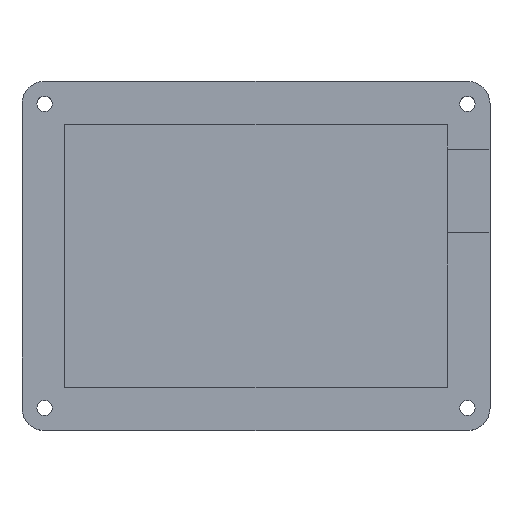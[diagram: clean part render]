
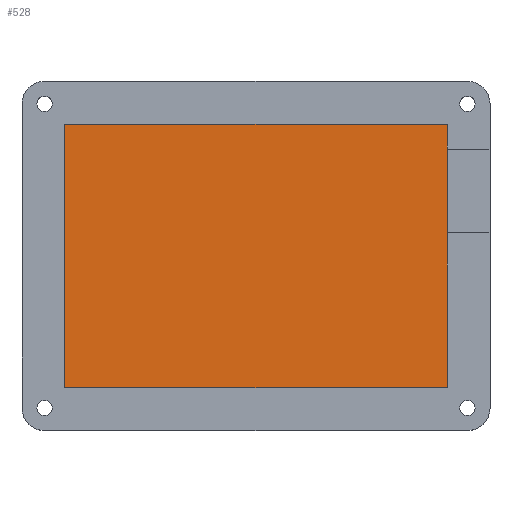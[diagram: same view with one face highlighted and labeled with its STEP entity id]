
A CAD part, top view. The second image highlights one B-rep face of the part: STEP entity #528.
In plain terms, the highlighted planar face has unit normal (0, 0, 1).
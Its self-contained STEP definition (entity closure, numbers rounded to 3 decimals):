
#38=PLANE('',#585);
#60=FACE_OUTER_BOUND('',#94,.T.);
#94=EDGE_LOOP('',(#421,#422,#423,#424));
#148=LINE('',#862,#196);
#151=LINE('',#868,#199);
#152=LINE('',#870,#200);
#153=LINE('',#871,#201);
#196=VECTOR('',#694,10.);
#199=VECTOR('',#699,10.);
#200=VECTOR('',#700,10.);
#201=VECTOR('',#701,10.);
#270=VERTEX_POINT('',#859);
#271=VERTEX_POINT('',#861);
#273=VERTEX_POINT('',#867);
#274=VERTEX_POINT('',#869);
#328=EDGE_CURVE('',#270,#271,#148,.T.);
#331=EDGE_CURVE('',#271,#273,#151,.T.);
#332=EDGE_CURVE('',#274,#270,#152,.T.);
#333=EDGE_CURVE('',#273,#274,#153,.T.);
#421=ORIENTED_EDGE('',*,*,#331,.F.);
#422=ORIENTED_EDGE('',*,*,#328,.F.);
#423=ORIENTED_EDGE('',*,*,#332,.F.);
#424=ORIENTED_EDGE('',*,*,#333,.F.);
#528=ADVANCED_FACE('',(#60),#38,.T.);
#585=AXIS2_PLACEMENT_3D('',#866,#697,#698);
#694=DIRECTION('',(0.,-1.,0.));
#697=DIRECTION('center_axis',(0.,0.,1.));
#698=DIRECTION('ref_axis',(1.,0.,0.));
#699=DIRECTION('',(-1.,0.,0.));
#700=DIRECTION('',(1.,0.,0.));
#701=DIRECTION('',(0.,1.,0.));
#859=CARTESIAN_POINT('',(44.692,40.584,3.));
#861=CARTESIAN_POINT('',(44.692,-17.616,3.));
#862=CARTESIAN_POINT('',(44.692,26.034,3.));
#866=CARTESIAN_POINT('Origin',(2.492,11.484,3.));
#867=CARTESIAN_POINT('',(-39.708,-17.616,3.));
#868=CARTESIAN_POINT('',(23.592,-17.616,3.));
#869=CARTESIAN_POINT('',(-39.708,40.584,3.));
#870=CARTESIAN_POINT('',(-18.608,40.584,3.));
#871=CARTESIAN_POINT('',(-39.708,-3.066,3.));
